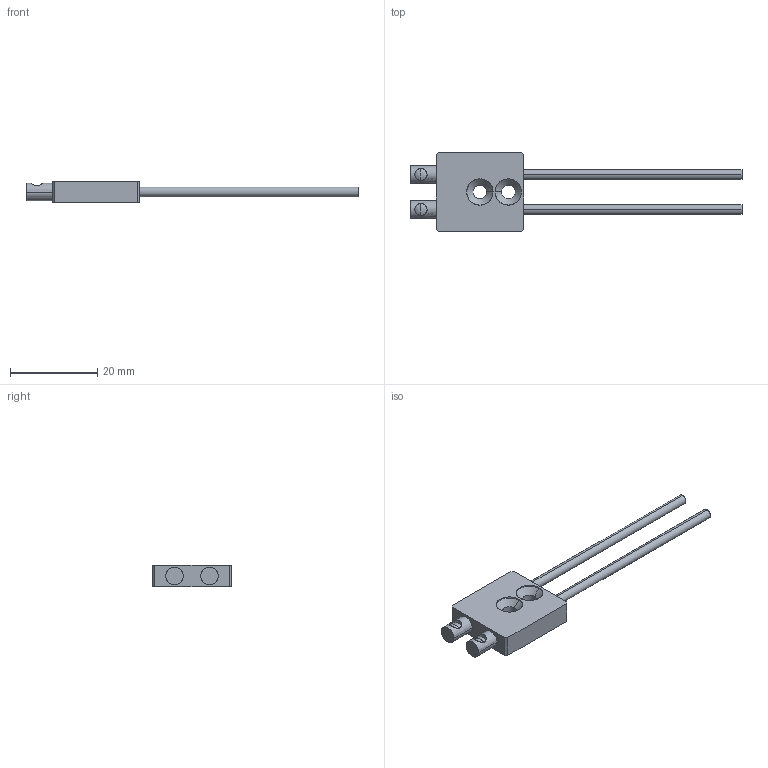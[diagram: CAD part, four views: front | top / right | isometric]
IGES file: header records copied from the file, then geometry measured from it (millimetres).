
Start section: SolidWorks IGES file using analytic representation for surfaces
Global section: file name: GPF-D023-LF-HM.IGS; native system: SolidWorks 2018; preprocessor: SolidWorks 2018; author: LTW; date: 171118.110144; units: millimetre
Bounding box: 76 x 18 x 5 mm (x, y, z)
Surface area: 2077.5 mm2 (no closed solid volume)
Topology: 0 solids, 0 shells, 46 faces, 662 edges, 658 vertices
Faces by surface type: revolution 24, bspline 22
